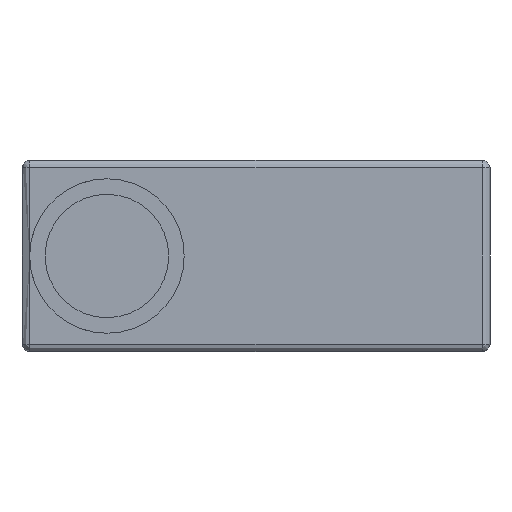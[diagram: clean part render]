
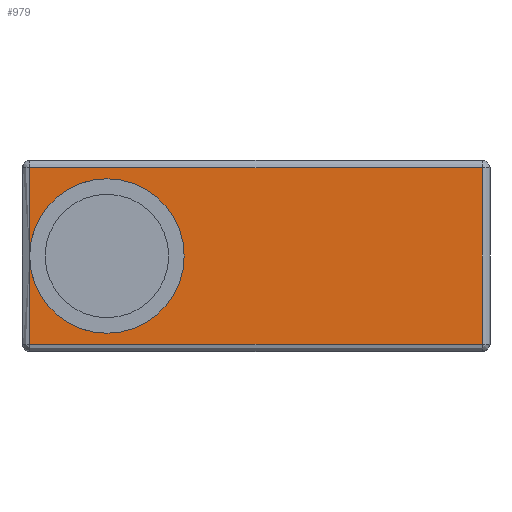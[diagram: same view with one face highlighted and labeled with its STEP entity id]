
A CAD part, front view. The second image highlights one B-rep face of the part: STEP entity #979.
In plain terms, the highlighted planar face has unit normal (0, -1, 0).
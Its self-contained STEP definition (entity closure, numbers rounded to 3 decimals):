
#18=CARTESIAN_POINT('',(-24.8,0.,0.));
#19=DIRECTION('',(0.,-1.,0.));
#20=DIRECTION('',(-1.,0.,0.));
#21=AXIS2_PLACEMENT_3D('',#18,#19,#20);
#27=CARTESIAN_POINT('',(-24.8,0.,0.));
#28=DIRECTION('',(0.,-1.,0.));
#29=DIRECTION('',(1.,0.,0.));
#30=AXIS2_PLACEMENT_3D('',#27,#28,#29);
#35=DIRECTION('',(0.,0.,-1.));
#36=VECTOR('',#35,5.7);
#37=CARTESIAN_POINT('',(-29.8,0.,5.7));
#38=LINE('',#37,#36);
#42=DIRECTION('',(1.,0.,0.));
#43=VECTOR('',#42,29.3);
#44=CARTESIAN_POINT('',(-29.8,0.,5.7));
#45=LINE('',#44,#43);
#49=DIRECTION('',(0.,0.,1.));
#50=VECTOR('',#49,11.4);
#51=CARTESIAN_POINT('',(-0.5,0.,-5.7));
#52=LINE('',#51,#50);
#56=DIRECTION('',(-1.,0.,0.));
#57=VECTOR('',#56,29.3);
#58=CARTESIAN_POINT('',(-0.5,0.,-5.7));
#59=LINE('',#58,#57);
#63=DIRECTION('',(0.,0.,-1.));
#64=VECTOR('',#63,5.7);
#65=CARTESIAN_POINT('',(-29.8,0.,0.));
#66=LINE('',#65,#64);
#930=CARTESIAN_POINT('',(-0.5,0.,-5.7));
#931=VERTEX_POINT('',#930);
#932=CARTESIAN_POINT('',(-29.8,0.,-5.7));
#933=VERTEX_POINT('',#932);
#934=CARTESIAN_POINT('',(-0.5,0.,5.7));
#935=VERTEX_POINT('',#934);
#940=CARTESIAN_POINT('',(-29.8,0.,5.7));
#941=VERTEX_POINT('',#940);
#946=CARTESIAN_POINT('',(-29.8,0.,-0.001));
#947=CARTESIAN_POINT('',(-19.8,0.,0.));
#948=VERTEX_POINT('',#946);
#949=VERTEX_POINT('',#947);
#958=CARTESIAN_POINT('',(0.,0.,0.));
#959=DIRECTION('',(0.,1.,0.));
#960=DIRECTION('',(0.,0.,-1.));
#961=AXIS2_PLACEMENT_3D('',#958,#959,#960);
#962=PLANE('',#961);
#964=ORIENTED_EDGE('',*,*,#963,.T.);
#966=ORIENTED_EDGE('',*,*,#965,.T.);
#968=ORIENTED_EDGE('',*,*,#967,.F.);
#970=ORIENTED_EDGE('',*,*,#969,.T.);
#972=ORIENTED_EDGE('',*,*,#971,.F.);
#974=ORIENTED_EDGE('',*,*,#973,.T.);
#976=ORIENTED_EDGE('',*,*,#975,.F.);
#977=EDGE_LOOP('',(#964,#966,#968,#970,#972,#974,#976));
#978=FACE_OUTER_BOUND('',#977,.F.);
#979=ADVANCED_FACE('',(#978),#962,.F.);
#22=CIRCLE('',#21,5.);
#31=CIRCLE('',#30,5.);
#963=EDGE_CURVE('',#948,#949,#22,.T.);
#965=EDGE_CURVE('',#949,#948,#31,.T.);
#967=EDGE_CURVE('',#941,#948,#38,.T.);
#969=EDGE_CURVE('',#941,#935,#45,.T.);
#971=EDGE_CURVE('',#931,#935,#52,.T.);
#973=EDGE_CURVE('',#931,#933,#59,.T.);
#975=EDGE_CURVE('',#948,#933,#66,.T.);
